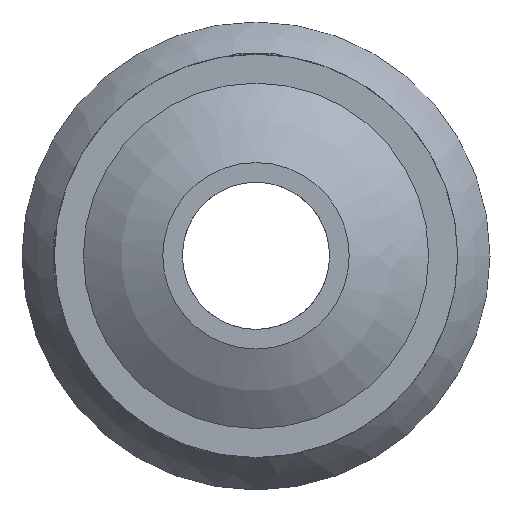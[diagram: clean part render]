
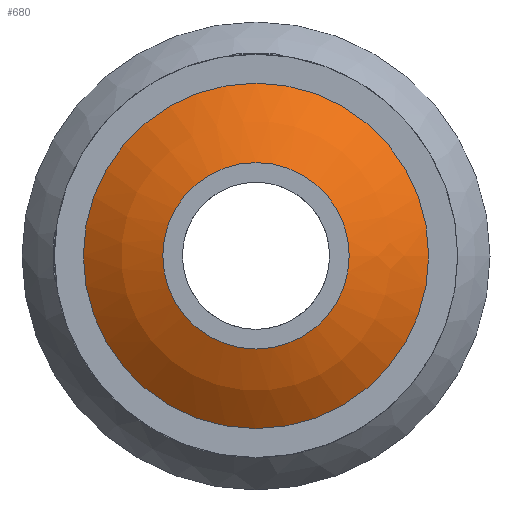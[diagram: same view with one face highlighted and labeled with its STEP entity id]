
A CAD part, top view. The second image highlights one B-rep face of the part: STEP entity #680.
In plain terms, the highlighted spherical face has radius 455.118 mm.
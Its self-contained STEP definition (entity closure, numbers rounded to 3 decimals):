
#584=CARTESIAN_POINT('POINT33',(290.917,0.,350.)
   );
#585=VERTEX_POINT('VERTEX33',#584);
#586=CARTESIAN_POINT('POS67',(0.,0.,350.));
#587=DIRECTION('DIR109',(0.,0.,-1.));
#588=DIRECTION('DIR110',(1.,0.,0.));
#589=AXIS2_PLACEMENT_3D('AXIS43',#586,#587,#588);
#590=CIRCLE('ELLIPSE23',#589,290.917);
#591=EDGE_CURVE('EDGE47',#585,#585,#590,.T.);
#661=ORIENTED_EDGE('COEDGE97',*,*,#591,.F.);
#662=EDGE_LOOP('NONE',(#661));
#663=FACE_BOUND('LOOP1',#662,.T.);
#664=CARTESIAN_POINT('POINT37',(-157.042,0.,
   427.165));
#665=VERTEX_POINT('VERTEX37',#664);
#666=CARTESIAN_POINT('POS75',(0.,0.,427.165));
#667=DIRECTION('DIR125',(0.,0.,1.));
#668=DIRECTION('DIR126',(-1.,0.,0.));
#669=AXIS2_PLACEMENT_3D('AXIS51',#666,#667,#668);
#670=CIRCLE('ELLIPSE27',#669,157.042);
#671=EDGE_CURVE('EDGE51',#665,#665,#670,.T.);
#672=ORIENTED_EDGE('COEDGE98',*,*,#671,.F.);
#673=EDGE_LOOP('NONE',(#672));
#674=FACE_BOUND('LOOP1',#673,.T.);
#675=CARTESIAN_POINT('POS76',(0.,0.,0.));
#676=DIRECTION('DIR127',(0.,0.,1.));
#677=DIRECTION('DIR128',(1.,0.,0.));
#678=AXIS2_PLACEMENT_3D('AXIS52',#675,#676,#677);
#679=SPHERICAL_SURFACE('SPHERE_SURF2',#678,455.118);
#680=ADVANCED_FACE('FACE25',(#663,#674),#679,.T.);
